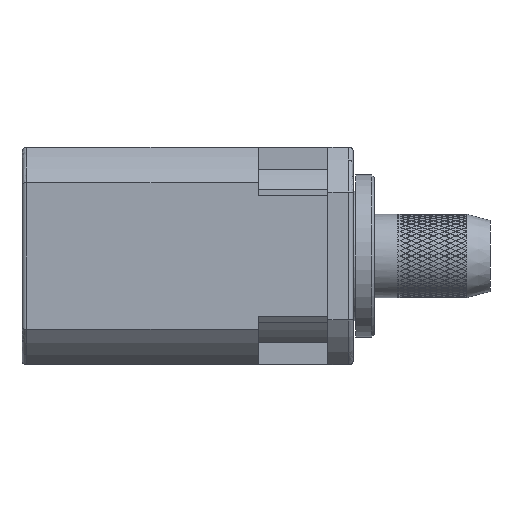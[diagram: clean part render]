
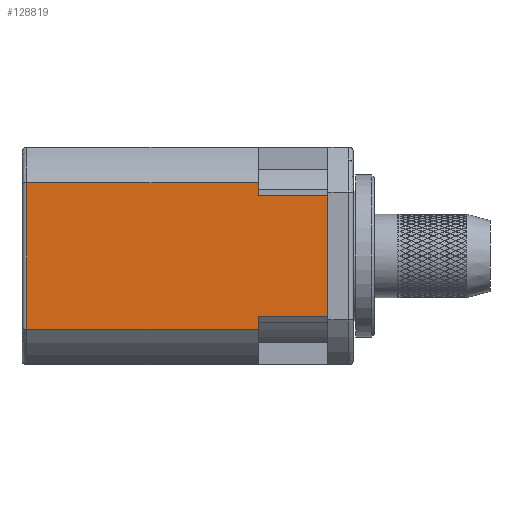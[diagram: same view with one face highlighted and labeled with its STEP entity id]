
A CAD part, front view. The second image highlights one B-rep face of the part: STEP entity #128819.
In plain terms, the highlighted planar face has unit normal (0, -1, 0).
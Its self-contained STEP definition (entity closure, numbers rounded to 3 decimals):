
#522 = CARTESIAN_POINT ( 'NONE',  ( 0.2, 0., -3.162 ) ) ;
#526 = EDGE_CURVE ( 'NONE', #124552, #57121, #46533, .T. ) ;
#7816 = CARTESIAN_POINT ( 'NONE',  ( 10.2, 0., -3.162 ) ) ;
#8764 = LINE ( 'NONE', #90308, #75275 ) ;
#9753 = CARTESIAN_POINT ( 'NONE',  ( 13.2, 0., -2.6 ) ) ;
#13187 = CARTESIAN_POINT ( 'NONE',  ( 0.2, 0., 4.7 ) ) ;
#15763 = VECTOR ( 'NONE', #61026, 1000. ) ;
#17282 = EDGE_LOOP ( 'NONE', ( #20385, #92976, #132400, #118457, #106162, #78609, #39942, #24777 ) ) ;
#17954 = EDGE_CURVE ( 'NONE', #57121, #101589, #53700, .T. ) ;
#18717 = DIRECTION ( 'NONE',  ( 0., 1., 0. ) ) ;
#18876 = DIRECTION ( 'NONE',  ( 0., 0., 1. ) ) ;
#18912 = CARTESIAN_POINT ( 'NONE',  ( 10.2, 0., -3.162 ) ) ;
#19845 = VERTEX_POINT ( 'NONE', #9753 ) ;
#20385 = ORIENTED_EDGE ( 'NONE', *, *, #71594, .T. ) ;
#24777 = ORIENTED_EDGE ( 'NONE', *, *, #95363, .F. ) ;
#29307 = CARTESIAN_POINT ( 'NONE',  ( 0., 0., 2.6 ) ) ;
#31311 = DIRECTION ( 'NONE',  ( 1., 0., 0. ) ) ;
#33348 = DIRECTION ( 'NONE',  ( 0., 0., 1. ) ) ;
#36715 = VECTOR ( 'NONE', #119152, 1000. ) ;
#39942 = ORIENTED_EDGE ( 'NONE', *, *, #526, .F. ) ;
#46142 = VERTEX_POINT ( 'NONE', #127918 ) ;
#46533 = LINE ( 'NONE', #18912, #68647 ) ;
#47035 = EDGE_CURVE ( 'NONE', #106461, #67069, #131239, .T. ) ;
#50339 = AXIS2_PLACEMENT_3D ( 'NONE', #111069, #18717, #133361 ) ;
#53700 = LINE ( 'NONE', #94200, #124812 ) ;
#53735 = CARTESIAN_POINT ( 'NONE',  ( 10.2, 0., 2.6 ) ) ;
#57121 = VERTEX_POINT ( 'NONE', #106249 ) ;
#57392 = VERTEX_POINT ( 'NONE', #123700 ) ;
#61026 = DIRECTION ( 'NONE',  ( 0., 0., -1. ) ) ;
#64384 = VECTOR ( 'NONE', #31311, 1000. ) ;
#66057 = CARTESIAN_POINT ( 'NONE',  ( 10.2, 0., -2.6 ) ) ;
#67069 = VERTEX_POINT ( 'NONE', #53735 ) ;
#67870 = LINE ( 'NONE', #88779, #36715 ) ;
#68647 = VECTOR ( 'NONE', #111255, 1000. ) ;
#69914 = PLANE ( 'NONE',  #50339 ) ;
#71268 = FACE_OUTER_BOUND ( 'NONE', #17282, .T. ) ;
#71594 = EDGE_CURVE ( 'NONE', #19845, #46142, #8764, .T. ) ;
#72661 = DIRECTION ( 'NONE',  ( -1., 0., 0. ) ) ;
#75275 = VECTOR ( 'NONE', #18876, 1000. ) ;
#78609 = ORIENTED_EDGE ( 'NONE', *, *, #17954, .F. ) ;
#81008 = CARTESIAN_POINT ( 'NONE',  ( 10.2, 0., 3.162 ) ) ;
#81415 = CARTESIAN_POINT ( 'NONE',  ( 0., 0., -2.6 ) ) ;
#88779 = CARTESIAN_POINT ( 'NONE',  ( 13.2, 0., 3.162 ) ) ;
#90308 = CARTESIAN_POINT ( 'NONE',  ( 13.2, 0., -4.7 ) ) ;
#92315 = VECTOR ( 'NONE', #72661, 1000. ) ;
#92976 = ORIENTED_EDGE ( 'NONE', *, *, #95996, .F. ) ;
#93349 = LINE ( 'NONE', #29307, #64384 ) ;
#93425 = LINE ( 'NONE', #13187, #122602 ) ;
#94200 = CARTESIAN_POINT ( 'NONE',  ( 13.2, 0., -3.162 ) ) ;
#95363 = EDGE_CURVE ( 'NONE', #19845, #124552, #121921, .T. ) ;
#95996 = EDGE_CURVE ( 'NONE', #67069, #46142, #93349, .T. ) ;
#101589 = VERTEX_POINT ( 'NONE', #522 ) ;
#106162 = ORIENTED_EDGE ( 'NONE', *, *, #116587, .F. ) ;
#106249 = CARTESIAN_POINT ( 'NONE',  ( 10.2, 0., -3.162 ) ) ;
#106461 = VERTEX_POINT ( 'NONE', #81008 ) ;
#111069 = CARTESIAN_POINT ( 'NONE',  ( 0., 0., -3.162 ) ) ;
#111255 = DIRECTION ( 'NONE',  ( 0., 0., -1. ) ) ;
#114465 = DIRECTION ( 'NONE',  ( -1., 0., 0. ) ) ;
#116587 = EDGE_CURVE ( 'NONE', #101589, #57392, #93425, .T. ) ;
#118457 = ORIENTED_EDGE ( 'NONE', *, *, #121008, .F. ) ;
#119152 = DIRECTION ( 'NONE',  ( 1., 0., 0. ) ) ;
#121008 = EDGE_CURVE ( 'NONE', #57392, #106461, #67870, .T. ) ;
#121921 = LINE ( 'NONE', #81415, #92315 ) ;
#122602 = VECTOR ( 'NONE', #33348, 1000. ) ;
#123700 = CARTESIAN_POINT ( 'NONE',  ( 0.2, 0., 3.162 ) ) ;
#124552 = VERTEX_POINT ( 'NONE', #66057 ) ;
#124812 = VECTOR ( 'NONE', #114465, 1000. ) ;
#127918 = CARTESIAN_POINT ( 'NONE',  ( 13.2, 0., 2.6 ) ) ;
#128819 = ADVANCED_FACE ( 'NONE', ( #71268 ), #69914, .F. ) ;
#131239 = LINE ( 'NONE', #7816, #15763 ) ;
#132400 = ORIENTED_EDGE ( 'NONE', *, *, #47035, .F. ) ;
#133361 = DIRECTION ( 'NONE',  ( 0., 0., 1. ) ) ;
